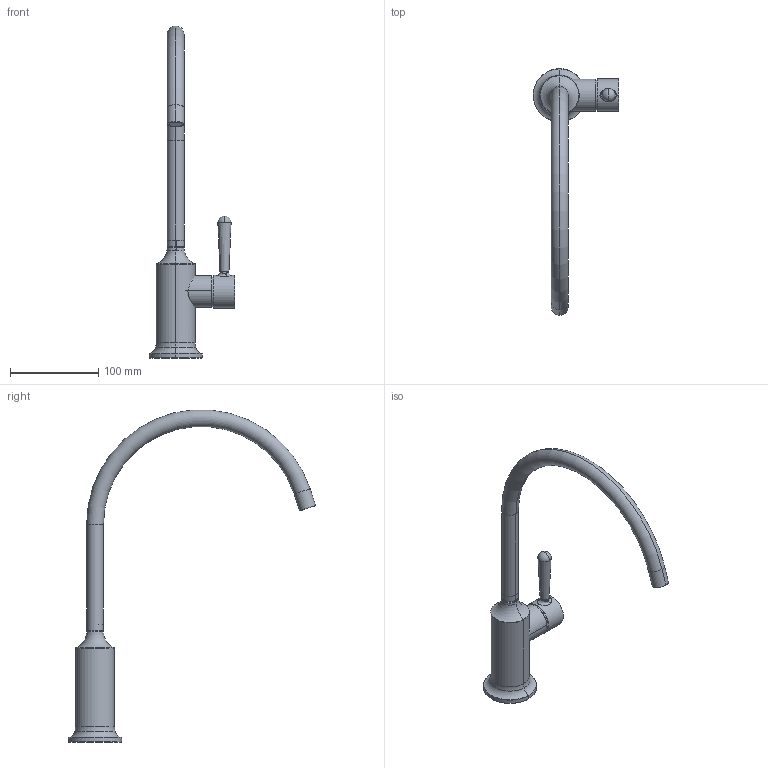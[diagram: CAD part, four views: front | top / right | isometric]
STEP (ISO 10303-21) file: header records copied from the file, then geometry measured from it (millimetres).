
FILE_DESCRIPTION (( 'STEP AP214' ), '1' );
FILE_NAME ('33826809.STEP', '2023-03-10T12:06:32', ( '' ), ( '' ), 'SwSTEP 2.0', 'SolidWorks 2020', '' );
FILE_SCHEMA (( 'AUTOMOTIVE_DESIGN' ));
Length unit declared in the file: millimetre
Products named in the file (8): Planungsmodell_Auslauf-+-09.28.22.396.90-1; Planungsmodell_Hebel-+-09.20.80.050.21-1; 33826809; Planungsmodell_Rohr_gerade-+-28.568.780-10_ _K425_34x5; Planungsmodell_Rohr_gerade-+-28.568.780-10_ _K449_36,1x38; Planungsmodell_Koerper-+-09.19.80.028.90-1; Planungsmodell_Hebel-+-09.20.80.053.90-1; Planungsmodell_Rohr_gerade-+-28.568.780-10_ _K415_18x12
Assembly tree (7 placements, depth 2):
  33826809
    Planungsmodell_Koerper-+-09.19.80.028.90-1
    Planungsmodell_Rohr_gerade-+-28.568.780-10_ _K425_34x5
    Planungsmodell_Rohr_gerade-+-28.568.780-10_ _K449_36,1x38
    Planungsmodell_Rohr_gerade-+-28.568.780-10_ _K415_18x12
    Planungsmodell_Hebel-+-09.20.80.050.21-1
    Planungsmodell_Hebel-+-09.20.80.053.90-1
    Planungsmodell_Auslauf-+-09.28.22.396.90-1
Bounding box: 97.05 x 279.29 x 375.35 mm (x, y, z)
Volume: 599052.4 mm3; surface area: 143035.1 mm2
Topology: 9 solids, 9 shells, 113 faces, 223 edges, 129 vertices
Faces by surface type: torus 44, cylinder 39, plane 21, cone 4, bspline 3, sphere 2
Entity records: 4529 total; most frequent: CARTESIAN_POINT 1327, DIRECTION 604, ORIENTED_EDGE 432, AXIS2_PLACEMENT_3D 281, EDGE_CURVE 216, CIRCLE 161, VERTEX_POINT 126, EDGE_LOOP 120
